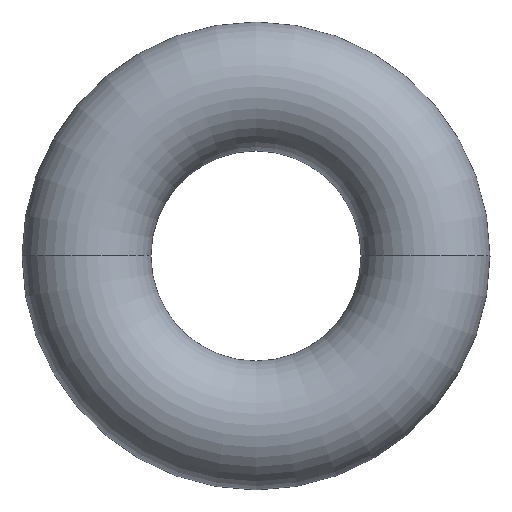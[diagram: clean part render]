
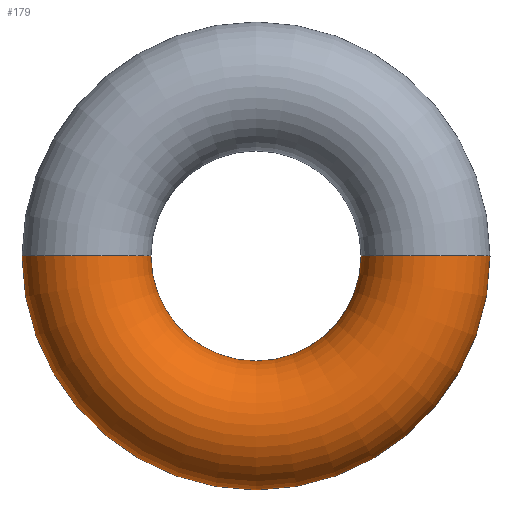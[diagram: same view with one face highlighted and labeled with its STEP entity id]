
A CAD part, top view. The second image highlights one B-rep face of the part: STEP entity #179.
In plain terms, the highlighted toroidal (fillet/blend) face has major radius 2.337 mm and minor radius 0.889 mm.
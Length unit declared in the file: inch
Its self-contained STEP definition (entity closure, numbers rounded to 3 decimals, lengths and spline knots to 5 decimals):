
#7 = DIRECTION ( 'NONE',  ( 1., 0., 0. ) ) ;
#14 = DIRECTION ( 'NONE',  ( 0., 0., 1. ) ) ;
#19 = DIRECTION ( 'NONE',  ( -1., 0., 0. ) ) ;
#20 = DIRECTION ( 'NONE',  ( 0., 1., 0. ) ) ;
#21 = CARTESIAN_POINT ( 'NONE',  ( 0., 0., 0. ) ) ;
#22 = CARTESIAN_POINT ( 'NONE',  ( -0.092, 0., 0. ) ) ;
#26 = DIRECTION ( 'NONE',  ( 0., 0., -1. ) ) ;
#27 = DIRECTION ( 'NONE',  ( 0., -1., 0. ) ) ;
#35 = DIRECTION ( 'NONE',  ( 1., 0., 0. ) ) ;
#36 = DIRECTION ( 'NONE',  ( 1., 0., 0. ) ) ;
#37 = DIRECTION ( 'NONE',  ( 0., 0., 1. ) ) ;
#38 = CARTESIAN_POINT ( 'NONE',  ( 0., 0., 0. ) ) ;
#39 = DIRECTION ( 'NONE',  ( 0., 0., 1. ) ) ;
#40 = CARTESIAN_POINT ( 'NONE',  ( 0.092, 0., 0. ) ) ;
#41 = CARTESIAN_POINT ( 'NONE',  ( 0.127, 0., 0. ) ) ;
#42 = CARTESIAN_POINT ( 'NONE',  ( 0.057, 0., 0. ) ) ;
#43 = VERTEX_POINT ( 'NONE', #48 ) ;
#44 = VERTEX_POINT ( 'NONE', #42 ) ;
#45 = CARTESIAN_POINT ( 'NONE',  ( -0.057, 0., 0. ) ) ;
#46 = VERTEX_POINT ( 'NONE', #45 ) ;
#47 = CARTESIAN_POINT ( 'NONE',  ( 0., 0., 0. ) ) ;
#48 = CARTESIAN_POINT ( 'NONE',  ( -0.127, 0., 0. ) ) ;
#49 = VERTEX_POINT ( 'NONE', #41 ) ;
#77 = AXIS2_PLACEMENT_3D ( 'NONE', #38, #37, #36 ) ;
#78 = EDGE_CURVE ( 'NONE', #46, #44, #154, .T. ) ;
#79 = EDGE_CURVE ( 'NONE', #43, #49, #142, .T. ) ;
#82 = AXIS2_PLACEMENT_3D ( 'NONE', #21, #14, #7 ) ;
#85 = AXIS2_PLACEMENT_3D ( 'NONE', #40, #27, #26 ) ;
#89 = AXIS2_PLACEMENT_3D ( 'NONE', #22, #20, #19 ) ;
#94 = EDGE_CURVE ( 'NONE', #49, #44, #165, .T. ) ;
#97 = EDGE_CURVE ( 'NONE', #43, #46, #127, .T. ) ;
#100 = AXIS2_PLACEMENT_3D ( 'NONE', #47, #39, #35 ) ;
#105 = ORIENTED_EDGE ( 'NONE', *, *, #97, .F. ) ;
#116 = FACE_OUTER_BOUND ( 'NONE', #173, .T. ) ;
#127 = CIRCLE ( 'NONE', #89, 0.035 ) ;
#137 = ORIENTED_EDGE ( 'NONE', *, *, #79, .T. ) ;
#142 = CIRCLE ( 'NONE', #77, 0.127 ) ;
#154 = CIRCLE ( 'NONE', #100, 0.057 ) ;
#155 = ORIENTED_EDGE ( 'NONE', *, *, #94, .T. ) ;
#165 = CIRCLE ( 'NONE', #85, 0.035 ) ;
#167 = TOROIDAL_SURFACE ( 'NONE', #82, 0.092, 0.035 ) ;
#173 = EDGE_LOOP ( 'NONE', ( #105, #137, #155, #175 ) ) ;
#175 = ORIENTED_EDGE ( 'NONE', *, *, #78, .F. ) ;
#179 = ADVANCED_FACE ( 'NONE', ( #116 ), #167, .T. ) ;
